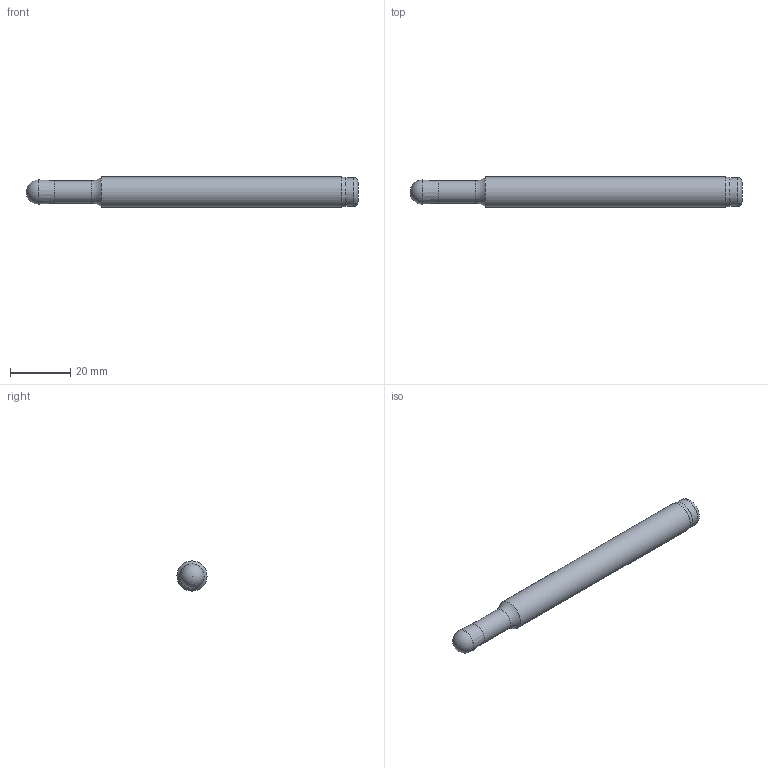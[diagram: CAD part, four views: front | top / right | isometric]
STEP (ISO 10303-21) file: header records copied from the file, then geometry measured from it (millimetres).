
FILE_DESCRIPTION(/* description */ (''),/* implementation_level */ '2;1');
FILE_NAME(/* name */ 'APMR-P3208-D08-C10-L110.stp',/* time_stamp */ '2023-10-02T12:22:34+03:00',/* author */ (''),/* organization */ (''),/* preprocessor_version */ 'ST-DEVELOPER v19.4',/* originating_system */ 'SIEMENS PLM Software NX2306.5001',/* authorisation */ '');
FILE_SCHEMA (('AUTOMOTIVE_DESIGN { 1 0 10303 214 3 1 1 1 }'));
Length unit declared in the file: millimetre
Products named in the file (1): APMR-P3208-D08-C10-L110-LIGHT_x_t_objects
Bounding box: 110 x 10 x 10 mm (x, y, z)
Volume: 8062.6 mm3; surface area: 3583.9 mm2
Topology: 2 solids, 2 shells, 11 faces, 22 edges, 13 vertices
Faces by surface type: cylinder 3, plane 2, cone 2, sphere 2, torus 2
Full cylindrical faces by diameter (mm): 7.4 x1, 9.5 x1, 10 x1
Entity records: 242 total; most frequent: DIRECTION 42, CARTESIAN_POINT 30, AXIS2_PLACEMENT_3D 21, EDGE_LOOP 18, ORIENTED_EDGE 18, FACE_BOUND 14, ADVANCED_FACE 11, VERTEX_POINT 9
